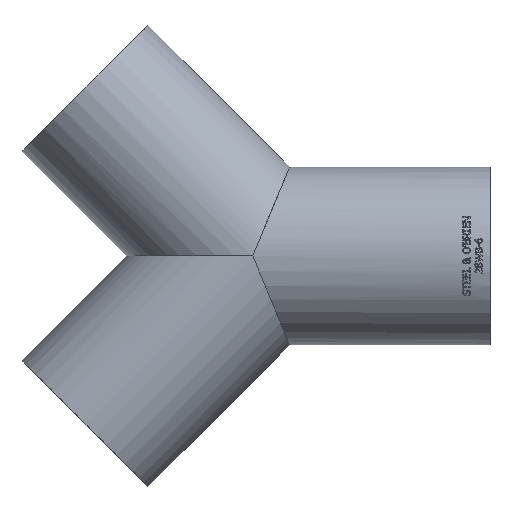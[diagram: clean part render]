
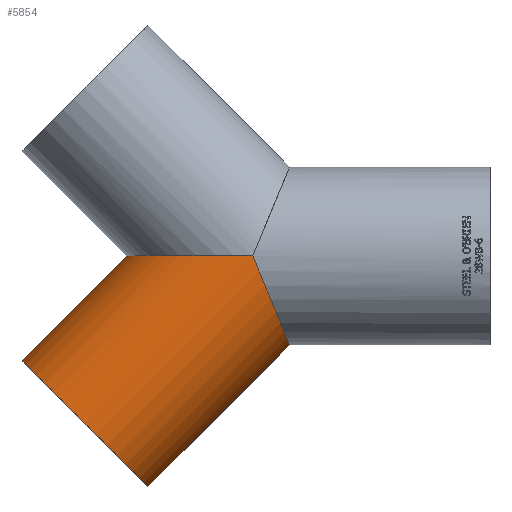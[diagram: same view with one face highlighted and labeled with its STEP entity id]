
A CAD part, top view. The second image highlights one B-rep face of the part: STEP entity #5854.
In plain terms, the highlighted cylindrical face has radius 76.2 mm (diameter 152.4 mm), a full revolution.
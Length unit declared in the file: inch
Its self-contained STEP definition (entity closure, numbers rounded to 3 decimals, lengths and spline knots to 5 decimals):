
#53=ELLIPSE('',#6248,4.24341,3.);
#54=ELLIPSE('',#6249,3.24693,3.);
#972=FACE_OUTER_BOUND('',#1330,.T.);
#1330=EDGE_LOOP('',(#5429,#5430,#5431,#5432,#5433));
#1491=CIRCLE('',#6247,3.);
#1892=LINE('',#12976,#2293);
#2293=VECTOR('',#7393,3.);
#2862=VERTEX_POINT('',#12963);
#2863=VERTEX_POINT('',#12965);
#2864=VERTEX_POINT('',#12974);
#3720=EDGE_CURVE('',#2864,#2864,#1491,.T.);
#3721=EDGE_CURVE('',#2864,#2862,#1892,.T.);
#3722=EDGE_CURVE('',#2863,#2862,#53,.T.);
#3723=EDGE_CURVE('',#2862,#2863,#54,.T.);
#5429=ORIENTED_EDGE('',*,*,#3720,.T.);
#5430=ORIENTED_EDGE('',*,*,#3721,.T.);
#5431=ORIENTED_EDGE('',*,*,#3722,.F.);
#5432=ORIENTED_EDGE('',*,*,#3723,.F.);
#5433=ORIENTED_EDGE('',*,*,#3721,.F.);
#5515=CYLINDRICAL_SURFACE('',#6246,3.);
#5854=ADVANCED_FACE('',(#972),#5515,.T.);
#6246=AXIS2_PLACEMENT_3D('',#12973,#7389,#7390);
#6247=AXIS2_PLACEMENT_3D('',#12975,#7391,#7392);
#6248=AXIS2_PLACEMENT_3D('',#12977,#7394,#7395);
#6249=AXIS2_PLACEMENT_3D('',#12978,#7396,#7397);
#7389=DIRECTION('center_axis',(-0.707,-0.707,0.));
#7390=DIRECTION('ref_axis',(0.,0.,
-1.));
#7391=DIRECTION('center_axis',(0.707,0.707,0.));
#7392=DIRECTION('ref_axis',(0.,0.,
-1.));
#7393=DIRECTION('',(0.707,0.707,0.));
#7394=DIRECTION('center_axis',(0.,1.,0.));
#7395=DIRECTION('ref_axis',(1.,0.,0.));
#7396=DIRECTION('center_axis',(0.924,0.383,0.));
#7397=DIRECTION('ref_axis',(0.383,-0.924,0.));
#12963=CARTESIAN_POINT('',(0.,0.,3.));
#12965=CARTESIAN_POINT('',(0.,0.,-3.));
#12973=CARTESIAN_POINT('Origin',(0.,0.,
0.));
#12974=CARTESIAN_POINT('',(-5.65789,-5.65582,3.));
#12975=CARTESIAN_POINT('Origin',(-5.65789,-5.65582,0.));
#12976=CARTESIAN_POINT('',(0.,0.,3.));
#12977=CARTESIAN_POINT('Origin',(0.,0.,
0.));
#12978=CARTESIAN_POINT('Origin',(0.,0.,
0.));
